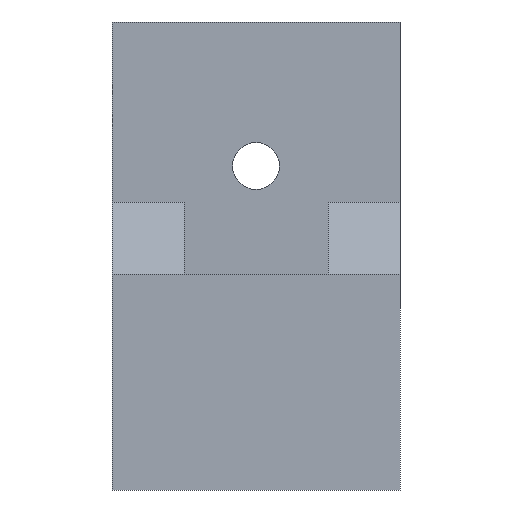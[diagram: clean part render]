
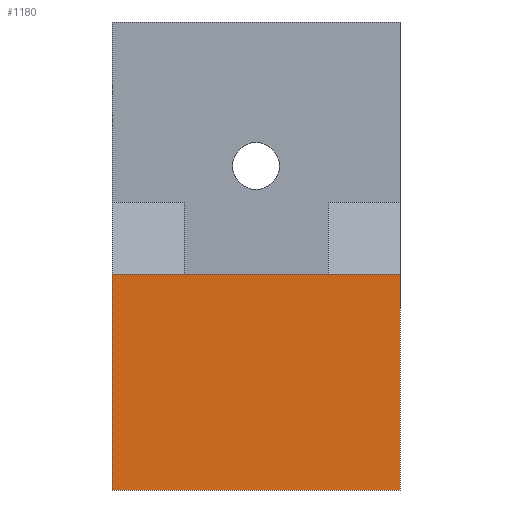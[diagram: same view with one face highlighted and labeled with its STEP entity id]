
A CAD part, left-side view. The second image highlights one B-rep face of the part: STEP entity #1180.
In plain terms, the highlighted planar face has unit normal (-1, 0, 0).
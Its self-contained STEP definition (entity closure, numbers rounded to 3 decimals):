
#577=CARTESIAN_POINT('',(-95.,10.,5.));
#578=VERTEX_POINT('',#577);
#611=CARTESIAN_POINT('',(-95.,-10.,5.));
#612=VERTEX_POINT('',#611);
#641=CARTESIAN_POINT('',(-95.,80.,5.));
#642=DIRECTION('',(0.,1.,0.));
#643=VECTOR('',#642,200.);
#644=LINE('',#641,#643);
#645=EDGE_CURVE('',#612,#578,#644,.T.);
#664=CARTESIAN_POINT('',(-95.,-20.,5.));
#665=VERTEX_POINT('',#664);
#666=CARTESIAN_POINT('',(-95.,-20.,5.));
#667=DIRECTION('',(0.,1.,0.));
#668=VECTOR('',#667,100.);
#669=LINE('',#666,#668);
#670=EDGE_CURVE('',#665,#612,#669,.T.);
#703=CARTESIAN_POINT('',(-95.,20.,5.));
#704=VERTEX_POINT('',#703);
#711=CARTESIAN_POINT('',(-95.,280.,5.));
#712=DIRECTION('',(0.,1.,0.));
#713=VECTOR('',#712,100.);
#714=LINE('',#711,#713);
#715=EDGE_CURVE('',#578,#704,#714,.T.);
#1148=CARTESIAN_POINT('',(-95.,-20.,-10.));
#1149=DIRECTION('',(-1.,0.,0.));
#1150=DIRECTION('',(0.,0.,1.));
#1151=AXIS2_PLACEMENT_3D('',#1148,#1149,#1150);
#1152=PLANE('',#1151);
#1153=CARTESIAN_POINT('',(-95.,20.,-25.));
#1154=VERTEX_POINT('',#1153);
#1155=CARTESIAN_POINT('',(-95.,20.,5.));
#1156=DIRECTION('',(0.,0.,-1.));
#1157=VECTOR('',#1156,300.);
#1158=LINE('',#1155,#1157);
#1159=EDGE_CURVE('',#704,#1154,#1158,.T.);
#1160=ORIENTED_EDGE('',*,*,#1159,.T.);
#1161=CARTESIAN_POINT('',(-95.,-20.,-25.));
#1162=VERTEX_POINT('',#1161);
#1163=CARTESIAN_POINT('',(-95.,-20.,-25.));
#1164=DIRECTION('',(0.,1.,0.));
#1165=VECTOR('',#1164,400.);
#1166=LINE('',#1163,#1165);
#1167=EDGE_CURVE('',#1162,#1154,#1166,.T.);
#1168=ORIENTED_EDGE('',*,*,#1167,.F.);
#1169=CARTESIAN_POINT('',(-95.,-20.,5.));
#1170=DIRECTION('',(0.,0.,-1.));
#1171=VECTOR('',#1170,300.);
#1172=LINE('',#1169,#1171);
#1173=EDGE_CURVE('',#665,#1162,#1172,.T.);
#1174=ORIENTED_EDGE('',*,*,#1173,.F.);
#1175=ORIENTED_EDGE('',*,*,#670,.T.);
#1176=ORIENTED_EDGE('',*,*,#645,.T.);
#1177=ORIENTED_EDGE('',*,*,#715,.T.);
#1178=EDGE_LOOP('',(#1160,#1168,#1174,#1175,#1176,#1177));
#1179=FACE_BOUND('',#1178,.T.);
#1180=ADVANCED_FACE('',(#1179),#1152,.T.);
